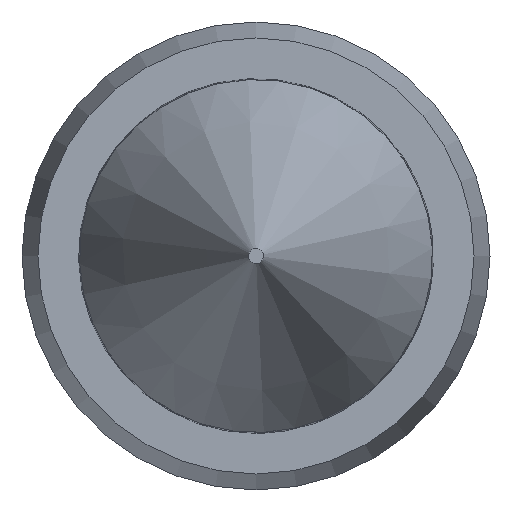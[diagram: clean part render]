
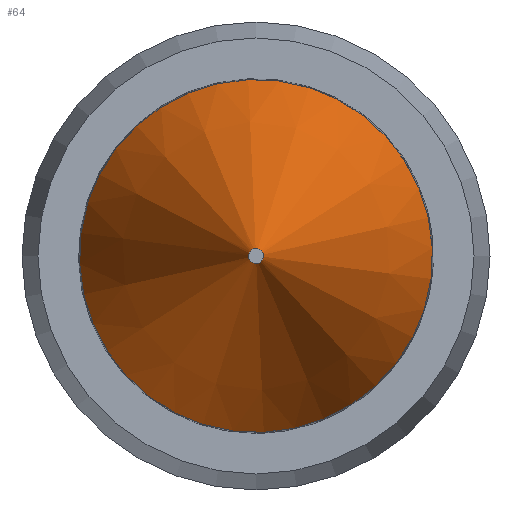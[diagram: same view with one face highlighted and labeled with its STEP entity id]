
A CAD part, left-side view. The second image highlights one B-rep face of the part: STEP entity #64.
In plain terms, the highlighted conical face has half-angle 22.5 degrees and reference radius 0.051 mm.
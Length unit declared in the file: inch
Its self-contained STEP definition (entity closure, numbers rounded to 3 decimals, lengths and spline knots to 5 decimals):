
#2 = EDGE_LOOP ( 'NONE', ( #8 ) ) ;
#8 = ORIENTED_EDGE ( 'NONE', *, *, #324, .F. ) ;
#23 = CIRCLE ( 'NONE', #305, 0.04696 ) ;
#44 = CARTESIAN_POINT ( 'NONE',  ( -0.35, 0., 0. ) ) ;
#50 = EDGE_LOOP ( 'NONE', ( #253 ) ) ;
#64 = ADVANCED_FACE ( 'NONE', ( #333, #91 ), #289, .T. ) ;
#90 = CARTESIAN_POINT ( 'NONE',  ( -0.24147, 0., 0. ) ) ;
#91 = FACE_BOUND ( 'NONE', #50, .T. ) ;
#99 = VERTEX_POINT ( 'NONE', #120 ) ;
#113 = EDGE_CURVE ( 'NONE', #361, #361, #207, .T. ) ;
#120 = CARTESIAN_POINT ( 'NONE',  ( -0.24147, 0.00207, 0.04691 ) ) ;
#134 = DIRECTION ( 'NONE',  ( -1., 0., 0. ) ) ;
#179 = AXIS2_PLACEMENT_3D ( 'NONE', #44, #134, #295 ) ;
#181 = DIRECTION ( 'NONE',  ( 0., 0.044, 0.999 ) ) ;
#207 = CIRCLE ( 'NONE', #179, 0.002 ) ;
#223 = DIRECTION ( 'NONE',  ( 0., 0.044, 0.999 ) ) ;
#227 = DIRECTION ( 'NONE',  ( 1., 0., 0. ) ) ;
#253 = ORIENTED_EDGE ( 'NONE', *, *, #113, .F. ) ;
#288 = AXIS2_PLACEMENT_3D ( 'NONE', #362, #302, #181 ) ;
#289 = CONICAL_SURFACE ( 'NONE', #288, 0.002, 0.393 ) ;
#295 = DIRECTION ( 'NONE',  ( 0., -0.044, -0.999 ) ) ;
#302 = DIRECTION ( 'NONE',  ( 1., 0., 0. ) ) ;
#305 = AXIS2_PLACEMENT_3D ( 'NONE', #90, #227, #223 ) ;
#311 = CARTESIAN_POINT ( 'NONE',  ( -0.35, -0.00009, -0.002 ) ) ;
#324 = EDGE_CURVE ( 'NONE', #99, #99, #23, .T. ) ;
#333 = FACE_OUTER_BOUND ( 'NONE', #2, .T. ) ;
#361 = VERTEX_POINT ( 'NONE', #311 ) ;
#362 = CARTESIAN_POINT ( 'NONE',  ( -0.35, 0., 0. ) ) ;
